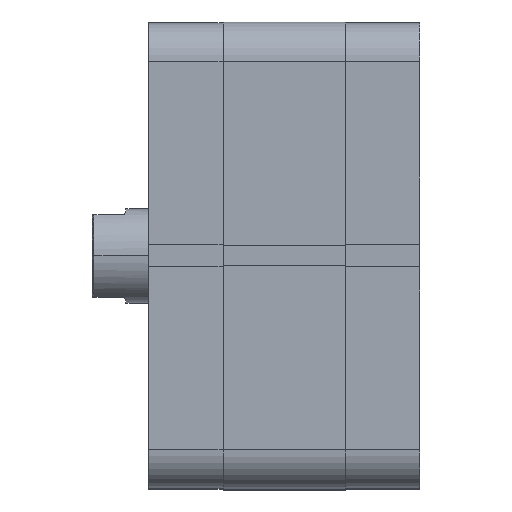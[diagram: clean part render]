
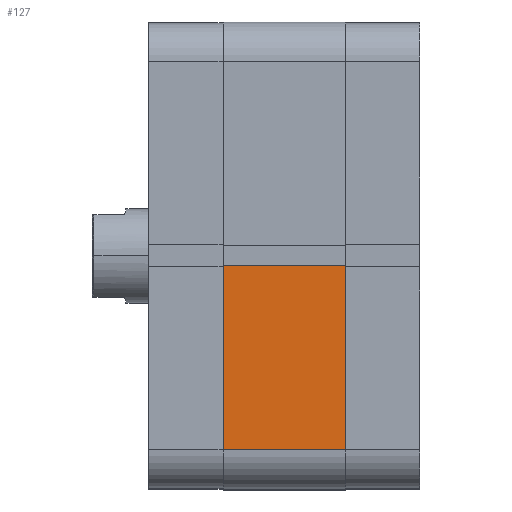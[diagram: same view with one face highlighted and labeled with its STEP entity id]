
A CAD part, top view. The second image highlights one B-rep face of the part: STEP entity #127.
In plain terms, the highlighted face is planar.
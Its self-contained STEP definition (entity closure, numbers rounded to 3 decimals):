
#127 = ADVANCED_FACE ( 'NONE', ( #4313 ), #5798, .T. ) ;
#608 = EDGE_LOOP ( 'NONE', ( #5210, #5216, #5208, #5214 ) ) ;
#695 = DIRECTION ( 'NONE',  ( 0., 0., 1. ) ) ;
#735 = CARTESIAN_POINT ( 'NONE',  ( 51.5, 62., -32.5 ) ) ;
#1125 = CARTESIAN_POINT ( 'NONE',  ( 2.6, 62., -32.5 ) ) ;
#1126 = DIRECTION ( 'NONE',  ( 0., 0., 1. ) ) ;
#1746 = CARTESIAN_POINT ( 'NONE',  ( 2.6, 62., -32.5 ) ) ;
#1747 = DIRECTION ( 'NONE',  ( -1., 0., 0. ) ) ;
#2184 = EDGE_CURVE ( 'NONE', #5893, #5598, #3235, .T. ) ;
#2329 = EDGE_CURVE ( 'NONE', #5901, #5902, #3529, .T. ) ;
#2523 = EDGE_CURVE ( 'NONE', #5893, #5901, #3882, .T. ) ;
#2618 = AXIS2_PLACEMENT_3D ( 'NONE', #5524, #5804, #5800 ) ;
#3235 = LINE ( 'NONE', #735, #3239 ) ;
#3239 = VECTOR ( 'NONE', #695, 1000. ) ;
#3529 = LINE ( 'NONE', #1125, #3530 ) ;
#3530 = VECTOR ( 'NONE', #1126, 1000. ) ;
#3882 = LINE ( 'NONE', #1746, #3883 ) ;
#3883 = VECTOR ( 'NONE', #1747, 1000. ) ;
#4144 = LINE ( 'NONE', #6266, #4146 ) ;
#4146 = VECTOR ( 'NONE', #6286, 1000. ) ;
#4313 = FACE_OUTER_BOUND ( 'NONE', #608, .T. ) ;
#4506 = EDGE_CURVE ( 'NONE', #5598, #5902, #4144, .T. ) ;
#5208 = ORIENTED_EDGE ( 'NONE', *, *, #2523, .T. ) ;
#5210 = ORIENTED_EDGE ( 'NONE', *, *, #4506, .F. ) ;
#5214 = ORIENTED_EDGE ( 'NONE', *, *, #2329, .T. ) ;
#5216 = ORIENTED_EDGE ( 'NONE', *, *, #2184, .F. ) ;
#5524 = CARTESIAN_POINT ( 'NONE',  ( 2.6, 62., -32.5 ) ) ;
#5598 = VERTEX_POINT ( 'NONE', #6387 ) ;
#5798 = PLANE ( 'NONE',  #2618 ) ;
#5800 = DIRECTION ( 'NONE',  ( 0., 0., 1. ) ) ;
#5804 = DIRECTION ( 'NONE',  ( 0., 1., 0. ) ) ;
#5893 = VERTEX_POINT ( 'NONE', #6494 ) ;
#5901 = VERTEX_POINT ( 'NONE', #6498 ) ;
#5902 = VERTEX_POINT ( 'NONE', #6499 ) ;
#6266 = CARTESIAN_POINT ( 'NONE',  ( 2.6, 62., 0. ) ) ;
#6286 = DIRECTION ( 'NONE',  ( -1., 0., 0. ) ) ;
#6387 = CARTESIAN_POINT ( 'NONE',  ( 51.5, 62., 0. ) ) ;
#6494 = CARTESIAN_POINT ( 'NONE',  ( 51.5, 62., -32.5 ) ) ;
#6498 = CARTESIAN_POINT ( 'NONE',  ( 2.6, 62., -32.5 ) ) ;
#6499 = CARTESIAN_POINT ( 'NONE',  ( 2.6, 62., 0. ) ) ;
